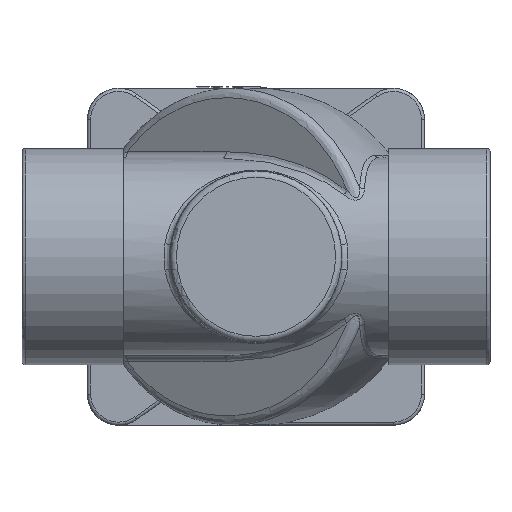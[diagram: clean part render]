
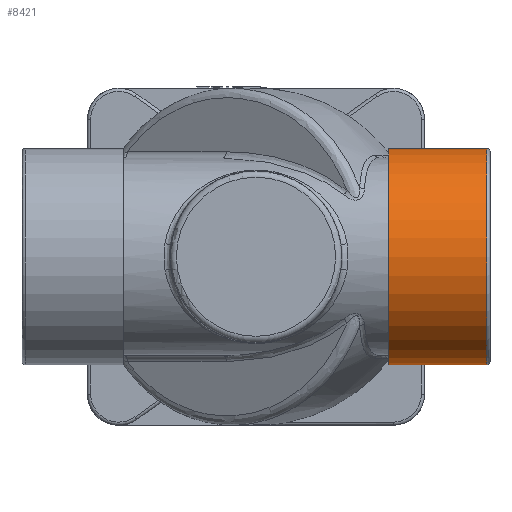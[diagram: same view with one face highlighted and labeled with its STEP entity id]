
A CAD part, front view. The second image highlights one B-rep face of the part: STEP entity #8421.
In plain terms, the highlighted cylindrical face has radius 34.645 mm (diameter 69.29 mm), a partial arc.
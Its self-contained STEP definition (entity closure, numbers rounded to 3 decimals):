
#419=CYLINDRICAL_SURFACE('',#9190,34.645);
#858=FACE_OUTER_BOUND('',#1355,.T.);
#1355=EDGE_LOOP('',(#5889,#5890,#5891,#5892));
#1928=LINE('',#13246,#2520);
#1929=LINE('',#13249,#2521);
#2520=VECTOR('',#10447,10.);
#2521=VECTOR('',#10450,10.);
#3099=CIRCLE('',#9188,34.645);
#3100=CIRCLE('',#9191,34.645);
#3618=VERTEX_POINT('',#13235);
#3619=VERTEX_POINT('',#13239);
#3620=VERTEX_POINT('',#13245);
#3621=VERTEX_POINT('',#13247);
#4492=EDGE_CURVE('',#3619,#3618,#3099,.T.);
#4494=EDGE_CURVE('',#3620,#3619,#1928,.T.);
#4495=EDGE_CURVE('',#3620,#3621,#3100,.T.);
#4496=EDGE_CURVE('',#3618,#3621,#1929,.T.);
#5889=ORIENTED_EDGE('',*,*,#4492,.F.);
#5890=ORIENTED_EDGE('',*,*,#4494,.F.);
#5891=ORIENTED_EDGE('',*,*,#4495,.T.);
#5892=ORIENTED_EDGE('',*,*,#4496,.F.);
#8421=ADVANCED_FACE('',(#858),#419,.T.);
#9188=AXIS2_PLACEMENT_3D('',#13241,#10440,#10441);
#9190=AXIS2_PLACEMENT_3D('',#13244,#10445,#10446);
#9191=AXIS2_PLACEMENT_3D('',#13248,#10448,#10449);
#10440=DIRECTION('center_axis',(1.,0.,0.));
#10441=DIRECTION('ref_axis',(0.,-1.,0.));
#10445=DIRECTION('center_axis',(1.,0.,0.));
#10446=DIRECTION('ref_axis',(0.,-1.,0.));
#10447=DIRECTION('',(1.,0.,0.));
#10448=DIRECTION('center_axis',(1.,0.,0.));
#10449=DIRECTION('ref_axis',(0.,1.,0.));
#10450=DIRECTION('',(-1.,0.,0.));
#13235=CARTESIAN_POINT('',(74.,0.,-34.645));
#13239=CARTESIAN_POINT('',(74.,0.,34.645));
#13241=CARTESIAN_POINT('Origin',(74.,0.,0.));
#13244=CARTESIAN_POINT('Origin',(0.,0.,0.));
#13245=CARTESIAN_POINT('',(42.5,0.,34.645));
#13246=CARTESIAN_POINT('',(0.,0.,34.645));
#13247=CARTESIAN_POINT('',(42.5,0.,-34.645));
#13248=CARTESIAN_POINT('Origin',(42.5,0.,0.));
#13249=CARTESIAN_POINT('',(0.,0.,-34.645));
